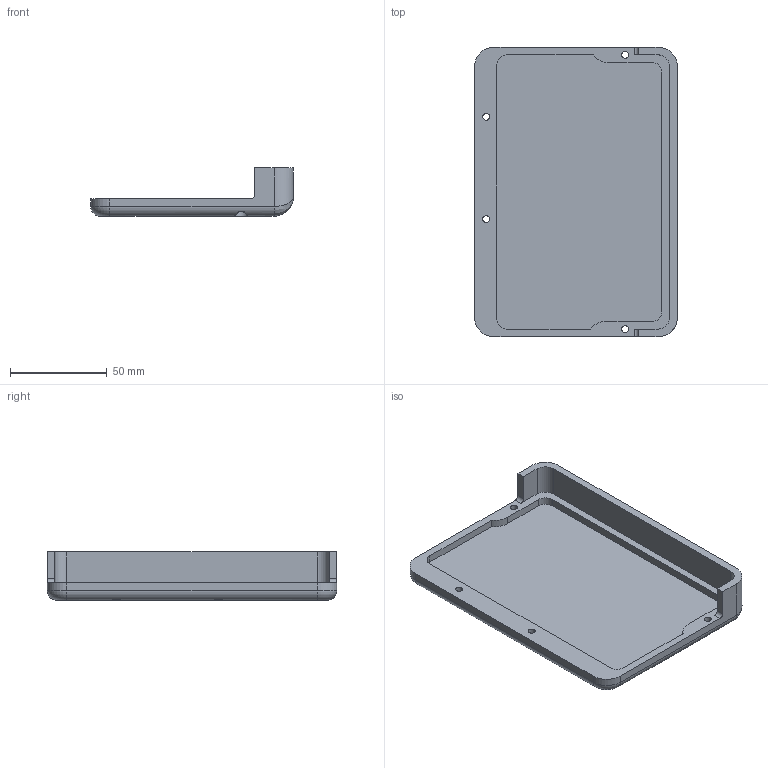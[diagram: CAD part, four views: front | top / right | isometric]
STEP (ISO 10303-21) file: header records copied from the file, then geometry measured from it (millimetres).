
FILE_DESCRIPTION (( 'STEP AP214' ), '1' );
FILE_NAME ('J1 Base Enclosure Lid.STEP', '2023-11-05T19:50:07', ( '' ), ( '' ), 'SwSTEP 2.0', 'SolidWorks 2021', '' );
FILE_SCHEMA (( 'AUTOMOTIVE_DESIGN' ));
Length unit declared in the file: millimetre
Products named in the file (1): J1 Base Enclosure Lid
Bounding box: 105 x 150 x 25 mm (x, y, z)
Volume: 95951.7 mm3; surface area: 44349.1 mm2
Topology: 1 solids, 1 shells, 290 faces, 778 edges, 514 vertices
Faces by surface type: plane 189, bspline 65, cylinder 34, torus 2
Entity records: 12968 total; most frequent: CARTESIAN_POINT 6076, ORIENTED_EDGE 1552, DIRECTION 1152, EDGE_CURVE 776, LINE 572, VECTOR 572, VERTEX_POINT 514, EDGE_LOOP 324
